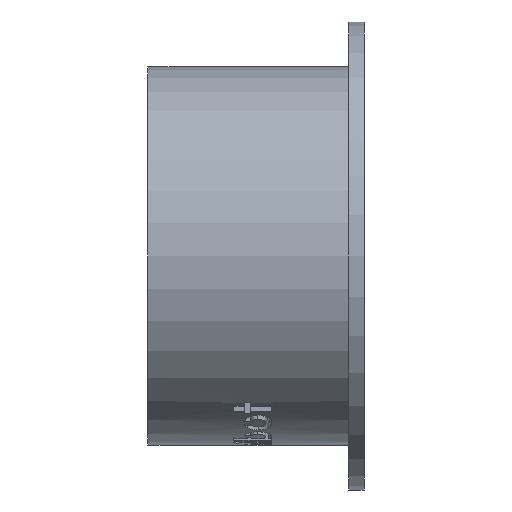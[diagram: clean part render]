
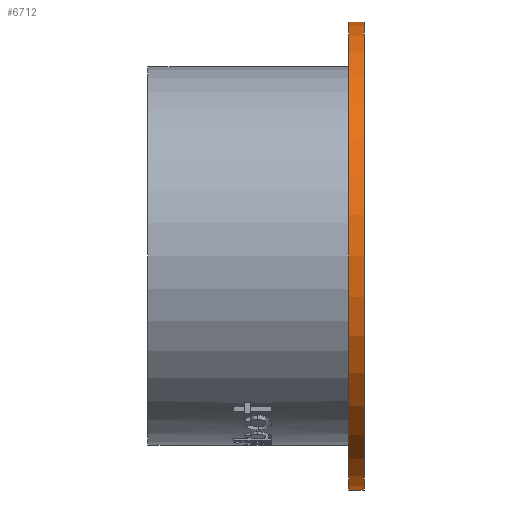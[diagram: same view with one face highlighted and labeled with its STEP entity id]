
A CAD part, left-side view. The second image highlights one B-rep face of the part: STEP entity #6712.
In plain terms, the highlighted cylindrical face has radius 60.625 mm (diameter 121.25 mm), a partial arc.
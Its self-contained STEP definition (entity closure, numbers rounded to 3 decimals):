
#225 = LINE ( 'NONE', #4047, #449 ) ;
#240 = VERTEX_POINT ( 'NONE', #5883 ) ;
#311 = DIRECTION ( 'NONE',  ( 0., -1., 0. ) ) ;
#372 = VERTEX_POINT ( 'NONE', #2231 ) ;
#449 = VECTOR ( 'NONE', #311, 1000. ) ;
#680 = EDGE_CURVE ( 'NONE', #4609, #240, #7741, .T. ) ;
#916 = CARTESIAN_POINT ( 'NONE',  ( 0., 0., 0. ) ) ;
#956 = DIRECTION ( 'NONE',  ( 0., 1., 0. ) ) ;
#1312 = AXIS2_PLACEMENT_3D ( 'NONE', #7089, #5219, #3275 ) ;
#1532 = DIRECTION ( 'NONE',  ( 0., -1., 0. ) ) ;
#1929 = CARTESIAN_POINT ( 'NONE',  ( 0., 4., -60.625 ) ) ;
#2011 = VERTEX_POINT ( 'NONE', #2933 ) ;
#2018 = AXIS2_PLACEMENT_3D ( 'NONE', #5191, #1532, #4124 ) ;
#2231 = CARTESIAN_POINT ( 'NONE',  ( 0., 4., 60.625 ) ) ;
#2331 = ORIENTED_EDGE ( 'NONE', *, *, #680, .T. ) ;
#2413 = VECTOR ( 'NONE', #5192, 1000. ) ;
#2454 = ORIENTED_EDGE ( 'NONE', *, *, #4672, .T. ) ;
#2868 = CARTESIAN_POINT ( 'NONE',  ( 0., 4., -60.625 ) ) ;
#2933 = CARTESIAN_POINT ( 'NONE',  ( 0., 0., 60.625 ) ) ;
#3275 = DIRECTION ( 'NONE',  ( 0., 0., 1. ) ) ;
#3378 = ORIENTED_EDGE ( 'NONE', *, *, #4131, .F. ) ;
#3844 = FACE_OUTER_BOUND ( 'NONE', #8370, .T. ) ;
#4047 = CARTESIAN_POINT ( 'NONE',  ( 0., 4., 60.625 ) ) ;
#4124 = DIRECTION ( 'NONE',  ( 0., 0., -1. ) ) ;
#4131 = EDGE_CURVE ( 'NONE', #372, #2011, #225, .T. ) ;
#4274 = DIRECTION ( 'NONE',  ( 0., 0., 1. ) ) ;
#4609 = VERTEX_POINT ( 'NONE', #2868 ) ;
#4672 = EDGE_CURVE ( 'NONE', #240, #2011, #5440, .T. ) ;
#4811 = ORIENTED_EDGE ( 'NONE', *, *, #5636, .F. ) ;
#5191 = CARTESIAN_POINT ( 'NONE',  ( 0., 4., 0. ) ) ;
#5192 = DIRECTION ( 'NONE',  ( 0., -1., 0. ) ) ;
#5219 = DIRECTION ( 'NONE',  ( 0., 1., 0. ) ) ;
#5440 = CIRCLE ( 'NONE', #7747, 60.625 ) ;
#5636 = EDGE_CURVE ( 'NONE', #4609, #372, #6999, .T. ) ;
#5883 = CARTESIAN_POINT ( 'NONE',  ( 0., 0., -60.625 ) ) ;
#6712 = ADVANCED_FACE ( 'NONE', ( #3844 ), #7137, .T. ) ;
#6999 = CIRCLE ( 'NONE', #1312, 60.625 ) ;
#7089 = CARTESIAN_POINT ( 'NONE',  ( 0., 4., 0. ) ) ;
#7137 = CYLINDRICAL_SURFACE ( 'NONE', #2018, 60.625 ) ;
#7741 = LINE ( 'NONE', #1929, #2413 ) ;
#7747 = AXIS2_PLACEMENT_3D ( 'NONE', #916, #956, #4274 ) ;
#8370 = EDGE_LOOP ( 'NONE', ( #3378, #4811, #2331, #2454 ) ) ;
